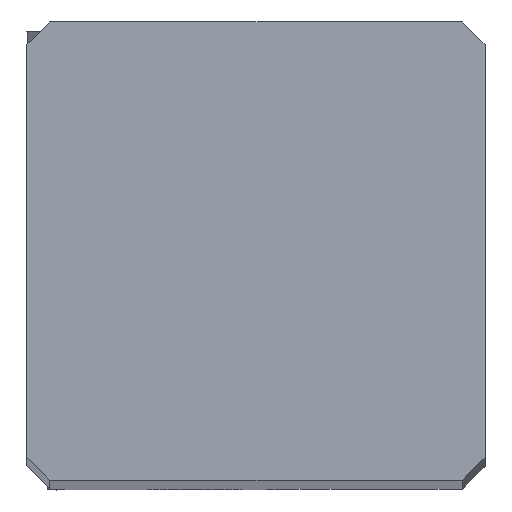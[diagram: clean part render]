
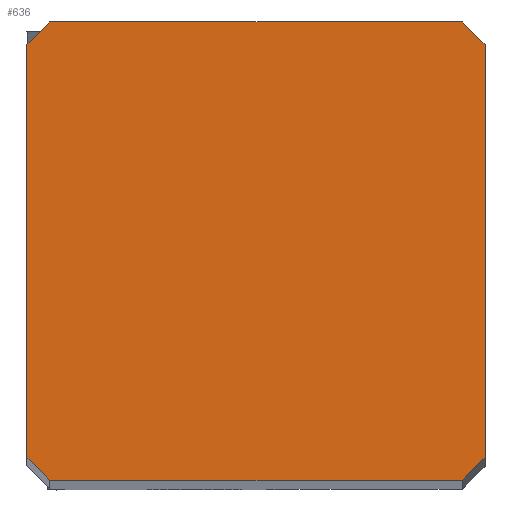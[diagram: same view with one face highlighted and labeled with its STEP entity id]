
A CAD part, top view. The second image highlights one B-rep face of the part: STEP entity #636.
In plain terms, the highlighted planar face has unit normal (0, 0, 1).
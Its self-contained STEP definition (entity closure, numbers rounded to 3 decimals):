
#554=FACE_OUTER_BOUND('',#769,.T.);
#636=ADVANCED_FACE('',(#554),#709,.T.);
#709=PLANE('',#2267);
#769=EDGE_LOOP('',(#972,#973,#974,#975,#976,#977,#978,#979));
#972=ORIENTED_EDGE('',*,*,#1542,.F.);
#973=ORIENTED_EDGE('',*,*,#1543,.F.);
#974=ORIENTED_EDGE('',*,*,#1495,.T.);
#975=ORIENTED_EDGE('',*,*,#1544,.F.);
#976=ORIENTED_EDGE('',*,*,#1541,.F.);
#977=ORIENTED_EDGE('',*,*,#1545,.F.);
#978=ORIENTED_EDGE('',*,*,#1546,.T.);
#979=ORIENTED_EDGE('',*,*,#1547,.F.);
#1326=VERTEX_POINT('',#2987);
#1327=VERTEX_POINT('',#2989);
#1365=VERTEX_POINT('',#3094);
#1366=VERTEX_POINT('',#3097);
#1367=VERTEX_POINT('',#3101);
#1368=VERTEX_POINT('',#3102);
#1369=VERTEX_POINT('',#3106);
#1370=VERTEX_POINT('',#3108);
#1495=EDGE_CURVE('',#1327,#1326,#1855,.T.);
#1541=EDGE_CURVE('',#1366,#1365,#1884,.T.);
#1542=EDGE_CURVE('',#1367,#1368,#1885,.T.);
#1543=EDGE_CURVE('',#1327,#1367,#1886,.T.);
#1544=EDGE_CURVE('',#1365,#1326,#1887,.T.);
#1545=EDGE_CURVE('',#1369,#1366,#1888,.T.);
#1546=EDGE_CURVE('',#1369,#1370,#1889,.T.);
#1547=EDGE_CURVE('',#1368,#1370,#1890,.T.);
#1855=LINE('',#2988,#1980);
#1884=LINE('',#3098,#2009);
#1885=LINE('',#3100,#2010);
#1886=LINE('',#3103,#2011);
#1887=LINE('',#3104,#2012);
#1888=LINE('',#3105,#2013);
#1889=LINE('',#3107,#2014);
#1890=LINE('',#3109,#2015);
#1980=VECTOR('',#2509,1.);
#2009=VECTOR('',#2580,1.);
#2010=VECTOR('',#2583,1.);
#2011=VECTOR('',#2584,1.);
#2012=VECTOR('',#2585,1.);
#2013=VECTOR('',#2586,1.);
#2014=VECTOR('',#2587,1.);
#2015=VECTOR('',#2588,1.);
#2267=AXIS2_PLACEMENT_3D('',#3110,#2589,#2590);
#2509=DIRECTION('',(1.,0.,0.));
#2580=DIRECTION('',(0.,-1.,0.));
#2583=DIRECTION('',(0.,1.,0.));
#2584=DIRECTION('',(-0.707,0.707,0.));
#2585=DIRECTION('',(-0.707,-0.707,0.));
#2586=DIRECTION('',(0.707,-0.707,0.));
#2587=DIRECTION('',(-1.,0.,0.));
#2588=DIRECTION('',(0.707,0.707,0.));
#2589=DIRECTION('',(0.,0.,1.));
#2590=DIRECTION('',(1.,0.,0.));
#2987=CARTESIAN_POINT('',(-0.5,0.,0.));
#2988=CARTESIAN_POINT('',(-9.5,0.,0.));
#2989=CARTESIAN_POINT('',(-9.5,0.,0.));
#3094=CARTESIAN_POINT('',(0.,0.5,0.));
#3097=CARTESIAN_POINT('',(0.,9.5,0.));
#3098=CARTESIAN_POINT('',(0.,9.5,0.));
#3100=CARTESIAN_POINT('',(-10.,0.5,0.));
#3101=CARTESIAN_POINT('',(-10.,0.5,0.));
#3102=CARTESIAN_POINT('',(-10.,9.5,0.));
#3103=CARTESIAN_POINT('',(-9.5,0.,0.));
#3104=CARTESIAN_POINT('',(0.,0.5,0.));
#3105=CARTESIAN_POINT('',(-0.5,10.,0.));
#3106=CARTESIAN_POINT('',(-0.5,10.,0.));
#3107=CARTESIAN_POINT('',(-0.5,10.,0.));
#3108=CARTESIAN_POINT('',(-9.5,10.,0.));
#3109=CARTESIAN_POINT('',(-10.,9.5,0.));
#3110=CARTESIAN_POINT('',(-5.,5.,0.));
